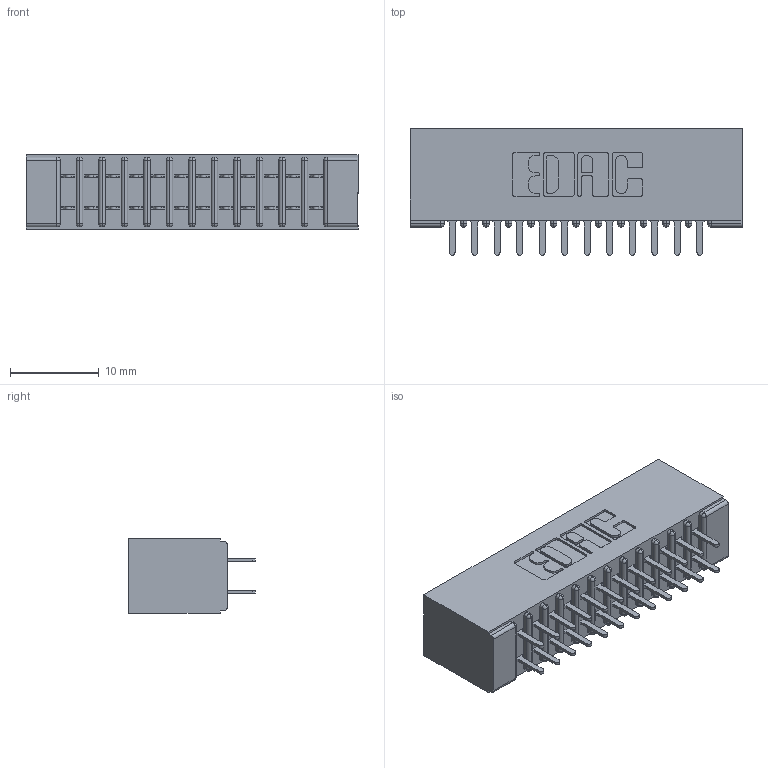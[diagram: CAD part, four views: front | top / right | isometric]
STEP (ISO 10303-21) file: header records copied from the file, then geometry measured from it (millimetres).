
FILE_DESCRIPTION (( 'STEP AP203' ), '1' );
FILE_NAME ('341-024-520-201.STEP', '2018-08-06T17:54:33', ( '' ), ( '' ), 'SwSTEP 2.0', 'SolidWorks 2016', '' );
FILE_SCHEMA (( 'CONFIG_CONTROL_DESIGN' ));
Length unit declared in the file: inch
Products named in the file (3): 341 Part_No Mounting Lugs; 341-292-001_341-292-120; 341-024-520-201
Assembly tree (25 placements, depth 2):
  341-024-520-201
    341 Part_No Mounting Lugs
    341-292-001_341-292-120  x24
Bounding box: 37.47 x 14.27 x 8.38 mm (x, y, z)
Volume: 2290 mm3; surface area: 4807.1 mm2
Topology: 25 solids, 25 shells, 1692 faces, 4888 edges, 3166 vertices
Faces by surface type: plane 1024, cylinder 620, sphere 26, torus 22
Entity records: 18241 total; most frequent: CARTESIAN_POINT 3032, ORIENTED_EDGE 3008, DIRECTION 2962, EDGE_CURVE 1504, LINE 1186, VECTOR 1186, VERTEX_POINT 958, AXIS2_PLACEMENT_3D 888
